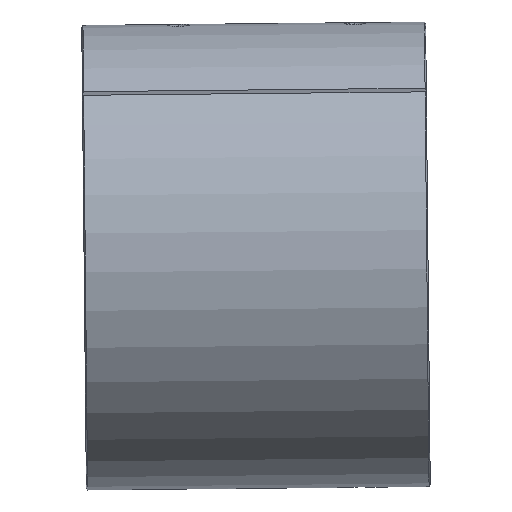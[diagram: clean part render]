
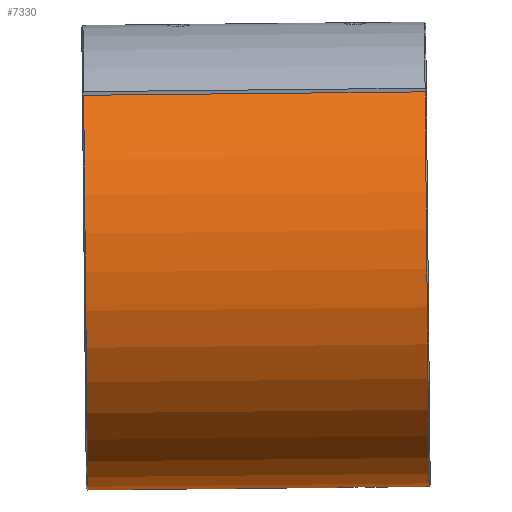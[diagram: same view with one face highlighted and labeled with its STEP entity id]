
A CAD part, front view. The second image highlights one B-rep face of the part: STEP entity #7330.
In plain terms, the highlighted cylindrical face has radius 1655 mm (diameter 3310 mm), a partial arc.
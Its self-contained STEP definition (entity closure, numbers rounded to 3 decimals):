
#120=CARTESIAN_POINT('',(0.,-1216.34,-1655.))
;
#130=VERTEX_POINT('',#120);
#160=CARTESIAN_POINT('',(0.,-1216.34,
0.));
#170=DIRECTION('',(0.,-1.,0.));
#180=DIRECTION('',(0.699,0.,
0.715));
#190=AXIS2_PLACEMENT_3D('',#160,#170,#180);
#200=CIRCLE('',#190,1655.);
#1980=CARTESIAN_POINT('',(82.94,720.289,
-1652.92));
#1990=VERTEX_POINT('',#1980);
#2020=CARTESIAN_POINT('',(-82.94,720.289,
-1652.92));
#2030=CARTESIAN_POINT('',(-82.969,728.312,
-1652.919));
#2040=CARTESIAN_POINT('',(-80.759,743.653,
-1653.032));
#2050=CARTESIAN_POINT('',(-70.916,765.358,
-1653.496));
#2060=CARTESIAN_POINT('',(-55.315,783.317,
-1654.108));
#2070=CARTESIAN_POINT('',(-35.154,796.269,
-1654.675));
#2080=CARTESIAN_POINT('',(-12.013,803.046,
-1655.014));
#2090=CARTESIAN_POINT('',(12.143,803.027,
-1655.013));
#2100=CARTESIAN_POINT('',(35.269,796.218,
-1654.673));
#2110=CARTESIAN_POINT('',(55.448,783.208,
-1654.104));
#2120=CARTESIAN_POINT('',(71.021,765.193,
-1653.491));
#2130=CARTESIAN_POINT('',(80.789,743.519,
-1653.031));
#2140=CARTESIAN_POINT('',(82.969,728.258,
-1652.919));
#2150=CARTESIAN_POINT('',(82.94,720.289,
-1652.92));
#2160=B_SPLINE_CURVE_WITH_KNOTS('',3,(#2020,#2030,#2040,#2050,#2060,
#2070,#2080,#2090,#2100,#2110,#2120,#2130,#2140,#2150),.UNSPECIFIED.,.F.
,.F.,(4,1,1,1,1,1,1,1,1,1,1,4),(0.,0.091,0.182,
0.273,0.364,0.455,0.545,
0.636,0.727,0.818,0.909,
1.),.UNSPECIFIED.);
#2170=CARTESIAN_POINT('',(0.,802.753,-1655.)
);
#2180=VERTEX_POINT('',#2170);
#2190=EDGE_CURVE('',#2180,#1990,#2160,.T.);
#4940=CARTESIAN_POINT('',(1183.104,1216.34,
1157.277));
#4950=VERTEX_POINT('',#4940);
#4980=CARTESIAN_POINT('',(1183.104,1216.34,
1157.277));
#4990=DIRECTION('',(0.,-1.,0.));
#5000=VECTOR('',#4990,1.);
#5010=LINE('',#4980,#5000);
#5020=CARTESIAN_POINT('',(1183.104,-1216.34,
1157.277));
#5030=VERTEX_POINT('',#5020);
#5040=EDGE_CURVE('',#4950,#5030,#5010,.T.);
#6220=CARTESIAN_POINT('',(0.,1216.34,-1655.))
;
#6230=VERTEX_POINT('',#6220);
#6260=CARTESIAN_POINT('',(0.,1216.34,
0.));
#6270=DIRECTION('',(0.,-1.,0.));
#6280=DIRECTION('',(0.699,0.,
0.715));
#6290=AXIS2_PLACEMENT_3D('',#6260,#6270,#6280);
#6300=CIRCLE('',#6290,1655.);
#6310=EDGE_CURVE('',#6230,#4950,#6300,.T.);
#6910=CARTESIAN_POINT('',(0.,-1225.,0.));
#6920=DIRECTION('',(0.,-1.,0.));
#6930=DIRECTION('',(0.,0.,1.));
#6940=AXIS2_PLACEMENT_3D('',#6910,#6920,#6930);
#6950=CYLINDRICAL_SURFACE('',#6940,1655.);
#6960=CARTESIAN_POINT('',(0.,-1225.,-1655.));
#6970=DIRECTION('',(0.,-1.,0.));
#6980=VECTOR('',#6970,1.);
#6990=LINE('',#6960,#6980);
#7000=EDGE_CURVE('',#6230,#2180,#6990,.T.);
#7010=ORIENTED_EDGE('',*,*,#7000,.F.);
#7020=ORIENTED_EDGE('',*,*,#2190,.F.);
#7030=CARTESIAN_POINT('',(82.94,720.289,
-1652.92));
#7040=CARTESIAN_POINT('',(82.913,712.97,
-1652.922));
#7050=CARTESIAN_POINT('',(80.981,698.91,
-1653.021));
#7060=CARTESIAN_POINT('',(72.459,678.714,
-1653.424));
#7070=CARTESIAN_POINT('',(63.769,667.53,
-1653.779));
#7080=CARTESIAN_POINT('',(58.58,662.398,
-1653.963));
#7090=B_SPLINE_CURVE_WITH_KNOTS('',3,(#7030,#7040,#7050,#7060,#7070,
#7080),.UNSPECIFIED.,.F.,.F.,(4,1,1,4),(0.,0.333,
0.667,1.),.UNSPECIFIED.);
#7100=CARTESIAN_POINT('',(58.58,662.398,
-1653.963));
#7110=VERTEX_POINT('',#7100);
#7120=EDGE_CURVE('',#1990,#7110,#7090,.T.);
#7130=ORIENTED_EDGE('',*,*,#7120,.F.);
#7140=CARTESIAN_POINT('',(58.58,662.398,
-1653.963));
#7150=CARTESIAN_POINT('',(53.34,657.215,
-1654.149));
#7160=CARTESIAN_POINT('',(41.933,648.591,
-1654.505));
#7170=CARTESIAN_POINT('',(21.657,640.27,
-1654.903));
#7180=CARTESIAN_POINT('',(7.416,638.379,-1655.));
#7190=CARTESIAN_POINT('',(0.,638.379,-1655.))
;
#7200=B_SPLINE_CURVE_WITH_KNOTS('',3,(#7140,#7150,#7160,#7170,#7180,
#7190),.UNSPECIFIED.,.F.,.F.,(4,1,1,4),(0.,0.333,
0.667,1.),.UNSPECIFIED.);
#7210=CARTESIAN_POINT('',(0.,638.379,-1655.)
);
#7220=VERTEX_POINT('',#7210);
#7230=EDGE_CURVE('',#7110,#7220,#7200,.T.);
#7240=ORIENTED_EDGE('',*,*,#7230,.F.);
#7250=EDGE_CURVE('',#7220,#130,#6990,.T.);
#7260=ORIENTED_EDGE('',*,*,#7250,.F.);
#7270=EDGE_CURVE('',#130,#5030,#200,.T.);
#7280=ORIENTED_EDGE('',*,*,#7270,.F.);
#7290=ORIENTED_EDGE('',*,*,#5040,.T.);
#7300=ORIENTED_EDGE('',*,*,#6310,.T.);
#7310=EDGE_LOOP('',(#7300,#7290,#7280,#7260,#7240,#7130,#7020,#7010));
#7320=FACE_OUTER_BOUND('',#7310,.T.);
#7330=ADVANCED_FACE('',(#7320),#6950,.T.);
